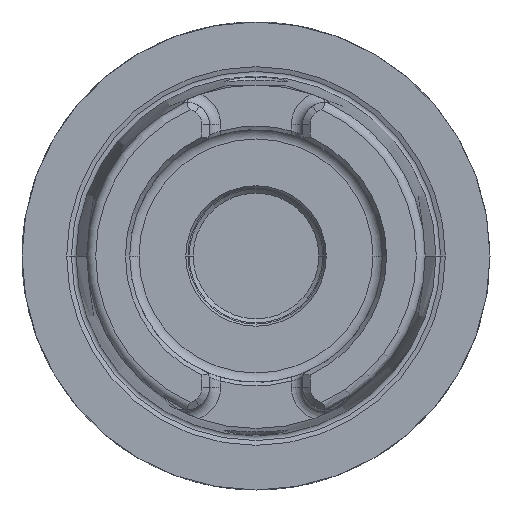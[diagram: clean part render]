
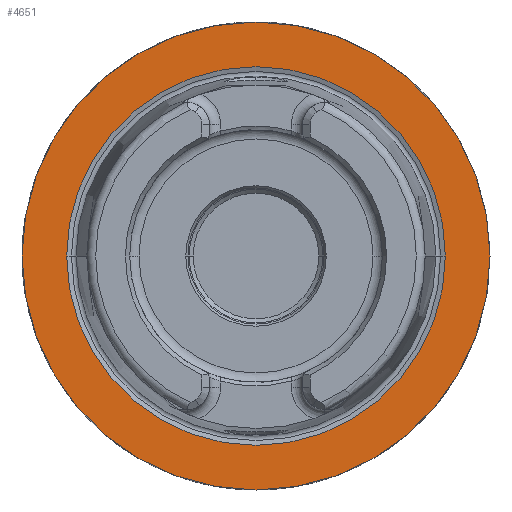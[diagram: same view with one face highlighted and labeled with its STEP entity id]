
A CAD part, left-side view. The second image highlights one B-rep face of the part: STEP entity #4651.
In plain terms, the highlighted planar face has unit normal (-1, 0, 0).
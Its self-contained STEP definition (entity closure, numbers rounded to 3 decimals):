
#1068=CARTESIAN_POINT('',(0.,0.,0.));
#1069=DIRECTION('',(1.,0.,0.));
#1070=DIRECTION('',(0.,1.,0.));
#1071=AXIS2_PLACEMENT_3D('',#1068,#1069,#1070);
#1073=CARTESIAN_POINT('',(0.,0.,0.));
#1074=DIRECTION('',(-1.,0.,0.));
#1075=DIRECTION('',(0.,1.,0.));
#1076=AXIS2_PLACEMENT_3D('',#1073,#1074,#1075);
#1078=CARTESIAN_POINT('',(0.,0.,0.));
#1079=DIRECTION('',(-1.,0.,0.));
#1080=DIRECTION('',(0.,-1.,0.));
#1081=AXIS2_PLACEMENT_3D('',#1078,#1079,#1080);
#1083=CARTESIAN_POINT('',(0.,0.,0.));
#1084=DIRECTION('',(-1.,0.,0.));
#1085=DIRECTION('',(0.,1.,0.));
#1086=AXIS2_PLACEMENT_3D('',#1083,#1084,#1085);
#2853=CARTESIAN_POINT('',(0.,31.5,0.));
#2854=CARTESIAN_POINT('',(0.,-31.5,0.));
#2855=VERTEX_POINT('',#2853);
#2856=VERTEX_POINT('',#2854);
#2881=CARTESIAN_POINT('',(0.,-25.49,0.));
#2882=VERTEX_POINT('',#2881);
#2883=CARTESIAN_POINT('',(0.,25.49,0.));
#2884=VERTEX_POINT('',#2883);
#4636=CARTESIAN_POINT('',(0.,0.,0.));
#4637=DIRECTION('',(1.,0.,0.));
#4638=DIRECTION('',(0.,-1.,0.));
#4639=AXIS2_PLACEMENT_3D('',#4636,#4637,#4638);
#4640=PLANE('',#4639);
#4642=ORIENTED_EDGE('',*,*,#4641,.T.);
#4644=ORIENTED_EDGE('',*,*,#4643,.F.);
#4645=EDGE_LOOP('',(#4642,#4644));
#4646=FACE_OUTER_BOUND('',#4645,.F.);
#4647=ORIENTED_EDGE('',*,*,#4631,.T.);
#4648=ORIENTED_EDGE('',*,*,#4615,.T.);
#4649=EDGE_LOOP('',(#4647,#4648));
#4650=FACE_BOUND('',#4649,.F.);
#4651=ADVANCED_FACE('',(#4646,#4650),#4640,.F.);
#1072=CIRCLE('',#1071,31.5);
#1077=CIRCLE('',#1076,31.5);
#1082=CIRCLE('',#1081,25.49);
#1087=CIRCLE('',#1086,25.49);
#4615=EDGE_CURVE('',#2884,#2882,#1087,.T.);
#4631=EDGE_CURVE('',#2882,#2884,#1082,.T.);
#4641=EDGE_CURVE('',#2855,#2856,#1072,.T.);
#4643=EDGE_CURVE('',#2855,#2856,#1077,.T.);
